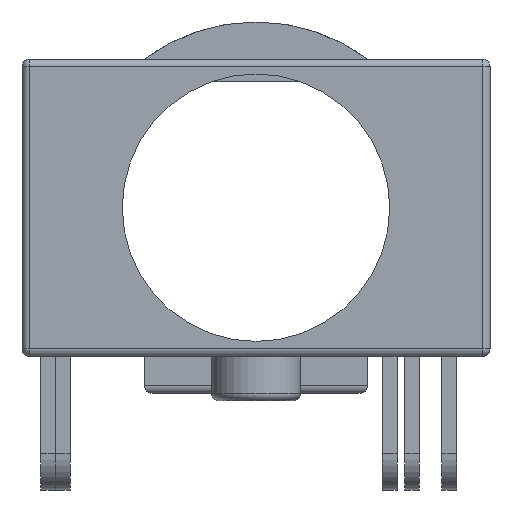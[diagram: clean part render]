
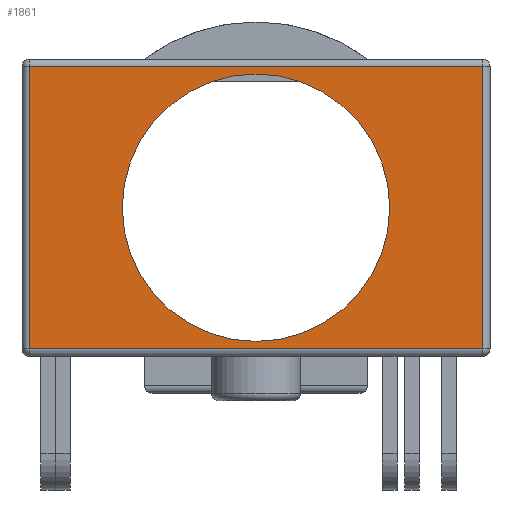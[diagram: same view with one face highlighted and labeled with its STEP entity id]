
A CAD part, front view. The second image highlights one B-rep face of the part: STEP entity #1861.
In plain terms, the highlighted planar face has unit normal (0, -1, 0).
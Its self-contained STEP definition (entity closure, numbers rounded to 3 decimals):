
#538 = VERTEX_POINT('',#539);
#539 = CARTESIAN_POINT('',(-3.05,-12.,0.1));
#555 = VERTEX_POINT('',#556);
#556 = CARTESIAN_POINT('',(3.05,-12.,0.1));
#563 = EDGE_CURVE('',#538,#555,#564,.T.);
#564 = LINE('',#565,#566);
#565 = CARTESIAN_POINT('',(-3.15,-12.,0.1));
#566 = VECTOR('',#567,1.);
#567 = DIRECTION('',(1.,0.,0.));
#1861 = ADVANCED_FACE('',(#1862,#1887),#1898,.T.);
#1862 = FACE_BOUND('',#1863,.T.);
#1863 = EDGE_LOOP('',(#1864,#1874,#1880,#1881));
#1864 = ORIENTED_EDGE('',*,*,#1865,.T.);
#1865 = EDGE_CURVE('',#1866,#1868,#1870,.T.);
#1866 = VERTEX_POINT('',#1867);
#1867 = CARTESIAN_POINT('',(3.05,-12.,3.9));
#1868 = VERTEX_POINT('',#1869);
#1869 = CARTESIAN_POINT('',(-3.05,-12.,3.9));
#1870 = LINE('',#1871,#1872);
#1871 = CARTESIAN_POINT('',(3.15,-12.,3.9));
#1872 = VECTOR('',#1873,1.);
#1873 = DIRECTION('',(-1.,0.,0.));
#1874 = ORIENTED_EDGE('',*,*,#1875,.T.);
#1875 = EDGE_CURVE('',#1868,#538,#1876,.T.);
#1876 = LINE('',#1877,#1878);
#1877 = CARTESIAN_POINT('',(-3.05,-12.,4.));
#1878 = VECTOR('',#1879,1.);
#1879 = DIRECTION('',(0.,0.,-1.));
#1880 = ORIENTED_EDGE('',*,*,#563,.T.);
#1881 = ORIENTED_EDGE('',*,*,#1882,.T.);
#1882 = EDGE_CURVE('',#555,#1866,#1883,.T.);
#1883 = LINE('',#1884,#1885);
#1884 = CARTESIAN_POINT('',(3.05,-12.,0.));
#1885 = VECTOR('',#1886,1.);
#1886 = DIRECTION('',(0.,0.,1.));
#1887 = FACE_BOUND('',#1888,.T.);
#1888 = EDGE_LOOP('',(#1889));
#1889 = ORIENTED_EDGE('',*,*,#1890,.T.);
#1890 = EDGE_CURVE('',#1891,#1891,#1893,.T.);
#1891 = VERTEX_POINT('',#1892);
#1892 = CARTESIAN_POINT('',(-1.8,-12.,2.));
#1893 = CIRCLE('',#1894,1.8);
#1894 = AXIS2_PLACEMENT_3D('',#1895,#1896,#1897);
#1895 = CARTESIAN_POINT('',(0.,-12.,2.));
#1896 = DIRECTION('',(0.,1.,0.));
#1897 = DIRECTION('',(-1.,0.,0.));
#1898 = PLANE('',#1899);
#1899 = AXIS2_PLACEMENT_3D('',#1900,#1901,#1902);
#1900 = CARTESIAN_POINT('',(0.,-12.,2.));
#1901 = DIRECTION('',(0.,-1.,0.));
#1902 = DIRECTION('',(0.,0.,1.));
